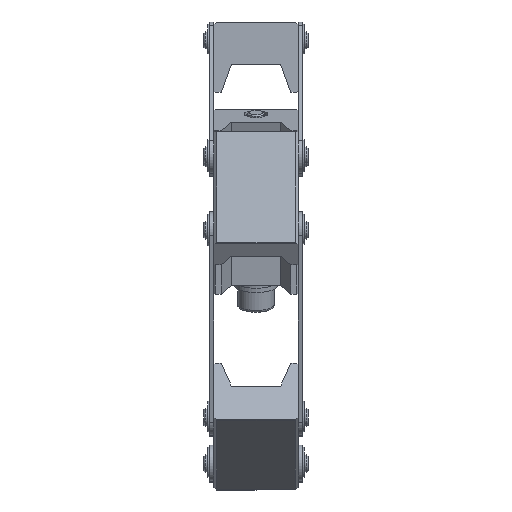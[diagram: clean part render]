
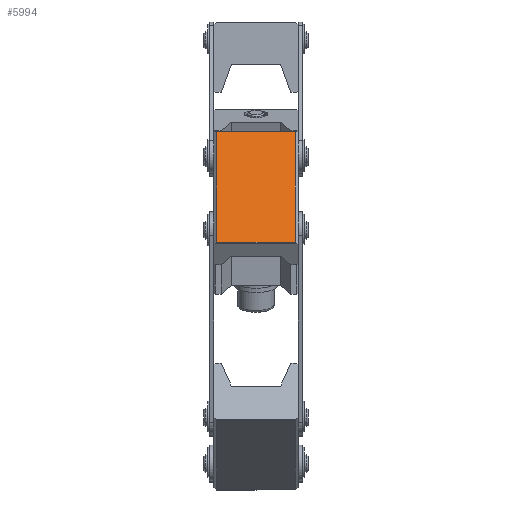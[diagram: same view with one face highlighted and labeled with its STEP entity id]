
A CAD part, top view. The second image highlights one B-rep face of the part: STEP entity #5994.
In plain terms, the highlighted face is planar.
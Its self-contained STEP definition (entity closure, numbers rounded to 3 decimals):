
#856=LINE('',#10390,#1356);
#872=LINE('',#10431,#1372);
#873=LINE('',#10433,#1373);
#874=LINE('',#10434,#1374);
#1356=VECTOR('',#8597,1000.);
#1372=VECTOR('',#8635,1000.);
#1373=VECTOR('',#8638,1000.);
#1374=VECTOR('',#8639,1000.);
#2921=ORIENTED_EDGE('',*,*,#3716,.F.);
#2922=ORIENTED_EDGE('',*,*,#3715,.T.);
#2923=ORIENTED_EDGE('',*,*,#3717,.F.);
#2924=ORIENTED_EDGE('',*,*,#3694,.F.);
#3694=EDGE_CURVE('',#4243,#4245,#856,.T.);
#3715=EDGE_CURVE('',#4257,#4258,#872,.T.);
#3716=EDGE_CURVE('',#4257,#4243,#873,.T.);
#3717=EDGE_CURVE('',#4245,#4258,#874,.T.);
#4243=VERTEX_POINT('',#10388);
#4245=VERTEX_POINT('',#10391);
#4257=VERTEX_POINT('',#10428);
#4258=VERTEX_POINT('',#10430);
#4967=EDGE_LOOP('',(#2921,#2922,#2923,#2924));
#5415=FACE_BOUND('',#4967,.T.);
#5655=PLANE('',#6795);
#5994=ADVANCED_FACE('',(#5415),#5655,.T.);
#6795=AXIS2_PLACEMENT_3D('',#10432,#8636,#8637);
#8597=DIRECTION('',(0.,0.,1.));
#8635=DIRECTION('',(0.,0.,1.));
#8636=DIRECTION('',(0.,1.,0.));
#8637=DIRECTION('',(0.,0.,1.));
#8638=DIRECTION('',(1.,0.,0.));
#8639=DIRECTION('',(-1.,0.,0.));
#10388=CARTESIAN_POINT('',(14.,25.,-20.8));
#10390=CARTESIAN_POINT('',(14.,25.,-20.8));
#10391=CARTESIAN_POINT('',(14.,25.,20.8));
#10428=CARTESIAN_POINT('',(-14.,25.,-20.8));
#10430=CARTESIAN_POINT('',(-14.,25.,20.8));
#10431=CARTESIAN_POINT('',(-14.,25.,-20.8));
#10432=CARTESIAN_POINT('',(-14.,25.,0.));
#10433=CARTESIAN_POINT('',(-14.,25.,-20.8));
#10434=CARTESIAN_POINT('',(14.,25.,20.8));
